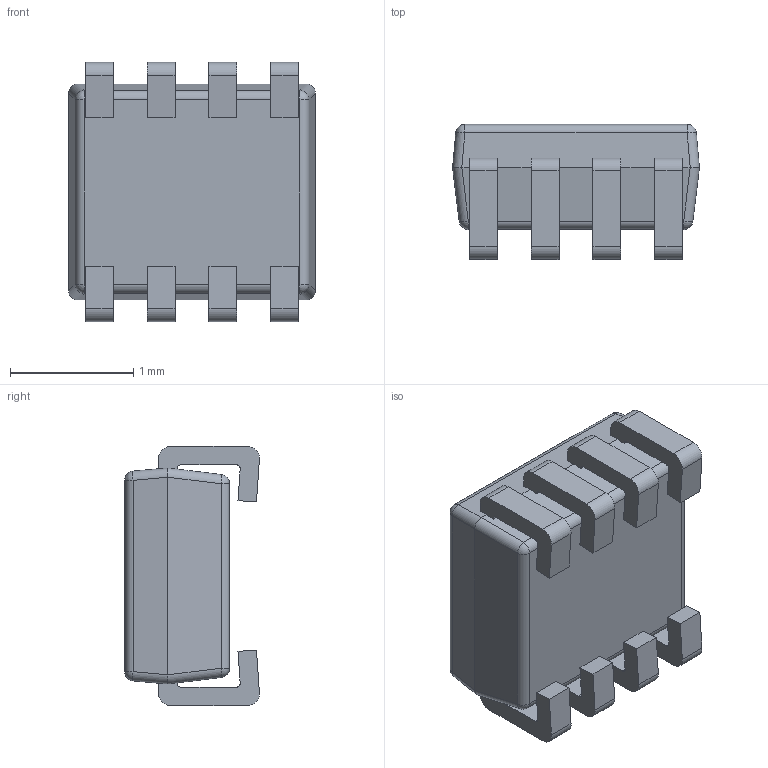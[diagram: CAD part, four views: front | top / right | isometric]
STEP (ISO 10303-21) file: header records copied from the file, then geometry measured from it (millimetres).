
FILE_DESCRIPTION (( 'STEP AP214' ), '1' );
FILE_NAME ('SC70JW-8.STEP', '2016-01-17T16:11:00', ( '' ), ( '' ), 'SwSTEP 2.0', 'SolidWorks 2015', '' );
FILE_SCHEMA (( 'AUTOMOTIVE_DESIGN' ));
Length unit declared in the file: millimetre
Products named in the file (1): SC70JW-8
Bounding box: 2 x 1.09 x 2.1 mm (x, y, z)
Volume: 3.1 mm3; surface area: 18.7 mm2
Topology: 1 solids, 1 shells, 141 faces, 398 edges, 252 vertices
Faces by surface type: plane 83, cylinder 50, sphere 8
Entity records: 5675 total; most frequent: CARTESIAN_POINT 796, ORIENTED_EDGE 780, DIRECTION 762, EDGE_CURVE 390, LINE 294, VECTOR 294, VERTEX_POINT 252, AXIS2_PLACEMENT_3D 234
